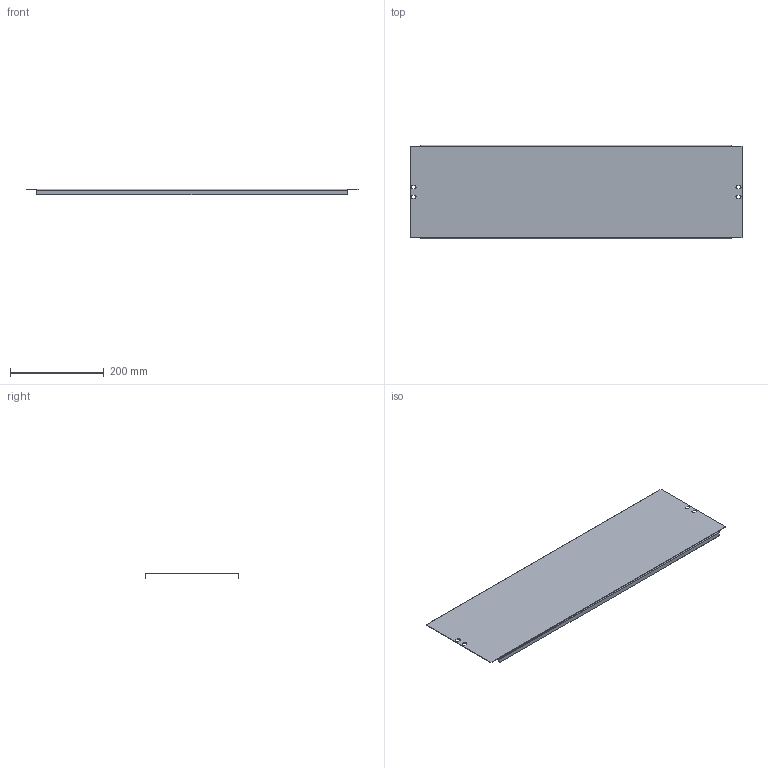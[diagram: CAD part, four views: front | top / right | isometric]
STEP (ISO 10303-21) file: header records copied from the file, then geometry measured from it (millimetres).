
FILE_DESCRIPTION (( 'STEP AP214' ), '1' );
FILE_NAME ('400.820.STEP', '2024-04-27T04:10:42', ( '' ), ( '' ), 'SwSTEP 2.0', 'SolidWorks 2021', '' );
FILE_SCHEMA (( 'AUTOMOTIVE_DESIGN' ));
Length unit declared in the file: millimetre
Products named in the file (1): 400.820
Bounding box: 708 x 200 x 12 mm (x, y, z)
Volume: 185307.2 mm3; surface area: 311207.5 mm2
Topology: 1 solids, 1 shells, 46 faces, 124 edges, 80 vertices
Faces by surface type: plane 26, cylinder 16, bspline 4
Entity records: 1534 total; most frequent: CARTESIAN_POINT 343, ORIENTED_EDGE 248, DIRECTION 226, EDGE_CURVE 124, VERTEX_POINT 80, VECTOR 76, LINE 76, AXIS2_PLACEMENT_3D 75
